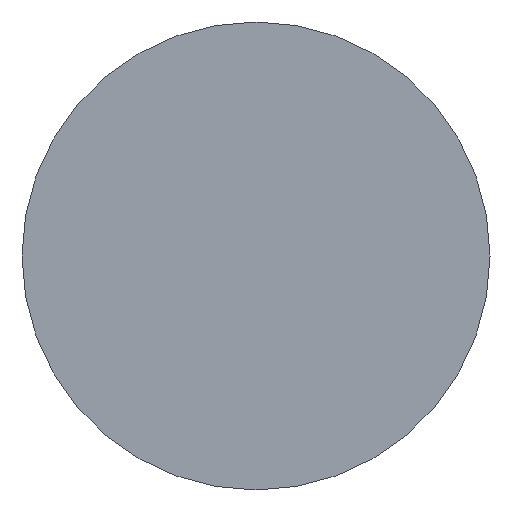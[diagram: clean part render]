
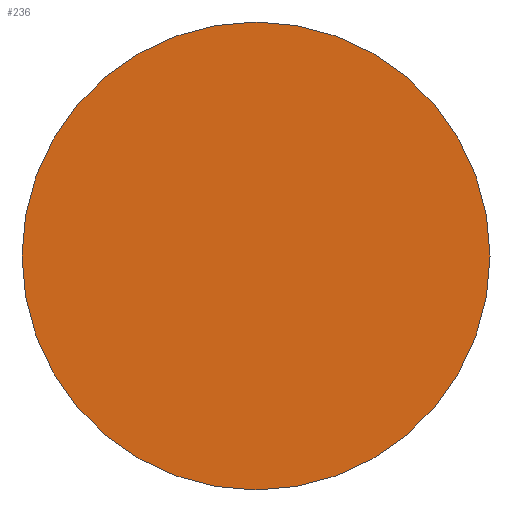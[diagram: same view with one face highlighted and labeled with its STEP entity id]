
A CAD part, left-side view. The second image highlights one B-rep face of the part: STEP entity #236.
In plain terms, the highlighted planar face has unit normal (-1, 0, 0).
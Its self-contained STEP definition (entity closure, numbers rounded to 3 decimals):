
#2 = AXIS2_PLACEMENT_3D ( 'NONE', #24, #108, #5 ) ;
#5 = DIRECTION ( 'NONE',  ( 0., 0., 1. ) ) ;
#7 = CARTESIAN_POINT ( 'NONE',  ( 19.5, 0., 65.06 ) ) ;
#14 = CIRCLE ( 'NONE', #185, 7.3 ) ;
#15 = EDGE_CURVE ( 'NONE', #183, #186, #14, .T. ) ;
#24 = CARTESIAN_POINT ( 'NONE',  ( 19.5, 0., 57.76 ) ) ;
#43 = DIRECTION ( 'NONE',  ( 0., 0., 1. ) ) ;
#56 = EDGE_LOOP ( 'NONE', ( #245, #250 ) ) ;
#63 = CARTESIAN_POINT ( 'NONE',  ( 19.5, 0., 57.76 ) ) ;
#77 = DIRECTION ( 'NONE',  ( -1., 0., 0. ) ) ;
#101 = AXIS2_PLACEMENT_3D ( 'NONE', #63, #178, #43 ) ;
#108 = DIRECTION ( 'NONE',  ( -1., 0., 0. ) ) ;
#125 = FACE_OUTER_BOUND ( 'NONE', #56, .T. ) ;
#143 = CIRCLE ( 'NONE', #101, 7.3 ) ;
#178 = DIRECTION ( 'NONE',  ( -1., 0., 0. ) ) ;
#183 = VERTEX_POINT ( 'NONE', #7 ) ;
#185 = AXIS2_PLACEMENT_3D ( 'NONE', #230, #77, #255 ) ;
#186 = VERTEX_POINT ( 'NONE', #216 ) ;
#195 = PLANE ( 'NONE',  #2 ) ;
#197 = EDGE_CURVE ( 'NONE', #186, #183, #143, .T. ) ;
#216 = CARTESIAN_POINT ( 'NONE',  ( 19.5, 0., 50.46 ) ) ;
#230 = CARTESIAN_POINT ( 'NONE',  ( 19.5, 0., 57.76 ) ) ;
#236 = ADVANCED_FACE ( 'NONE', ( #125 ), #195, .T. ) ;
#245 = ORIENTED_EDGE ( 'NONE', *, *, #197, .T. ) ;
#250 = ORIENTED_EDGE ( 'NONE', *, *, #15, .T. ) ;
#255 = DIRECTION ( 'NONE',  ( 0., 0., 1. ) ) ;
